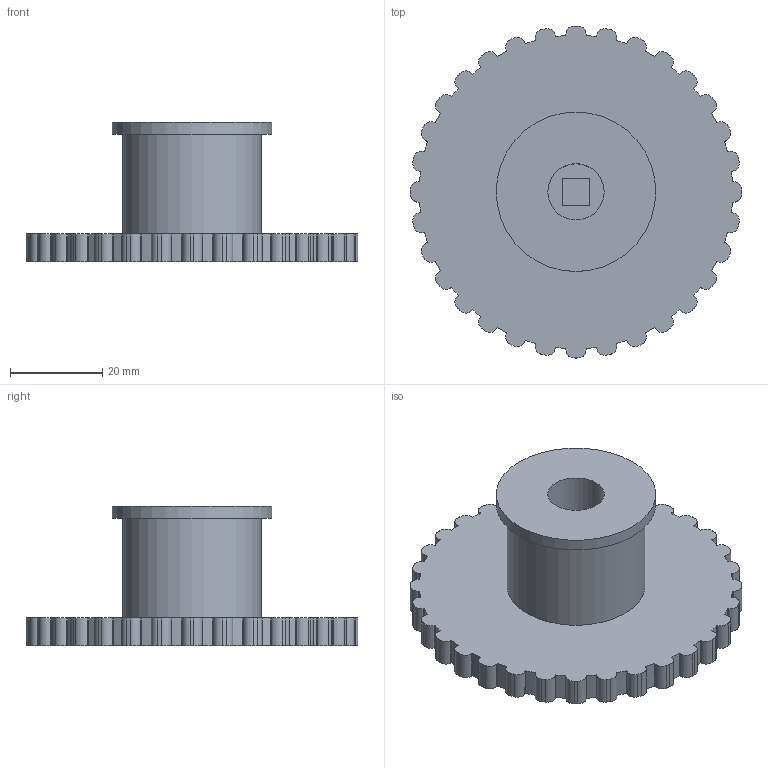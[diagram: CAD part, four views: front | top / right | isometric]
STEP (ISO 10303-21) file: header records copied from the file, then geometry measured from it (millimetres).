
FILE_DESCRIPTION(('HOOPS Exchange Step'),'2;1');
FILE_NAME('temp_export.step','2020-07-13T12:13:49+01:00',('mobile'),('Shapr3D Limited'),'HOOPS Exchange 2020.1','Shapr3D','Authorized');
FILE_SCHEMA( ('AP203_CONFIGURATION_CONTROLLED_3D_DESIGN_OF_MECHANICAL_PARTS_AND_ASSEMBLIES_MIM_LF') );
Length unit declared in the file: millimetre
Products named in the file (1): Body 40 (1)
Bounding box: 72 x 72 x 30.2 mm (x, y, z)
Volume: 38636.2 mm3; surface area: 13181.5 mm2
Topology: 1 solids, 1 shells, 205 faces, 599 edges, 400 vertices
Faces by surface type: cylinder 131, plane 74
Full cylindrical faces by diameter (mm): 12.2 x1, 30 x1, 34.6 x1
Entity records: 6937 total; most frequent: DIRECTION 1275, CARTESIAN_POINT 1205, ORIENTED_EDGE 1198, EDGE_CURVE 599, AXIS2_PLACEMENT_3D 470, VERTEX_POINT 400, VECTOR 335, LINE 335
